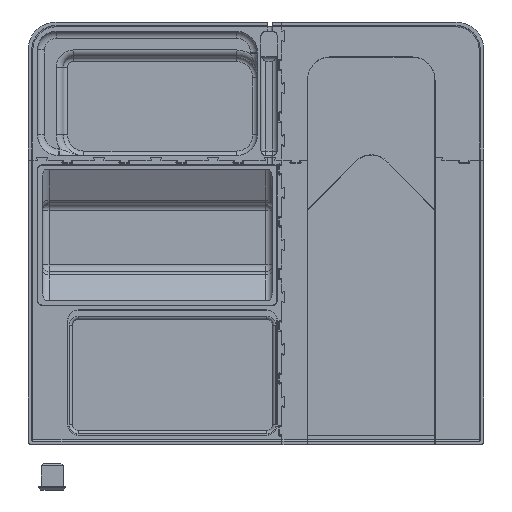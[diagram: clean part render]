
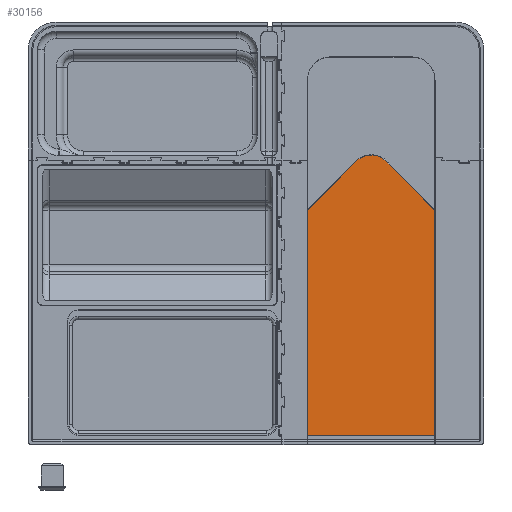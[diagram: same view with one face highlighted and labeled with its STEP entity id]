
A CAD part, top view. The second image highlights one B-rep face of the part: STEP entity #30156.
In plain terms, the highlighted planar face has unit normal (0, 0, 1).
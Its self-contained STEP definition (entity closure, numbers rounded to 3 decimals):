
#819=PLANE('',#31989);
#1910=FACE_OUTER_BOUND('',#3505,.T.);
#3505=EDGE_LOOP('',(#21721,#21722,#21723,#21724,#21725,#21726));
#5365=CIRCLE('',#31981,18.636);
#6376=LINE('',#44037,#9722);
#6380=LINE('',#44062,#9726);
#6390=LINE('',#44082,#9736);
#6395=LINE('',#44092,#9741);
#6396=LINE('',#44093,#9742);
#9722=VECTOR('',#35381,10.);
#9726=VECTOR('',#35393,10.);
#9736=VECTOR('',#35411,10.);
#9741=VECTOR('',#35418,10.);
#9742=VECTOR('',#35419,10.);
#13035=VERTEX_POINT('',#44033);
#13036=VERTEX_POINT('',#44035);
#13037=VERTEX_POINT('',#44044);
#13040=VERTEX_POINT('',#44059);
#13047=VERTEX_POINT('',#44081);
#13051=VERTEX_POINT('',#44091);
#16309=EDGE_CURVE('',#13035,#13036,#6376,.T.);
#16311=EDGE_CURVE('',#13036,#13037,#5365,.T.);
#16316=EDGE_CURVE('',#13037,#13040,#6380,.T.);
#16326=EDGE_CURVE('',#13035,#13047,#6390,.T.);
#16331=EDGE_CURVE('',#13051,#13040,#6395,.T.);
#16332=EDGE_CURVE('',#13051,#13047,#6396,.T.);
#21721=ORIENTED_EDGE('',*,*,#16309,.T.);
#21722=ORIENTED_EDGE('',*,*,#16311,.T.);
#21723=ORIENTED_EDGE('',*,*,#16316,.T.);
#21724=ORIENTED_EDGE('',*,*,#16331,.F.);
#21725=ORIENTED_EDGE('',*,*,#16332,.T.);
#21726=ORIENTED_EDGE('',*,*,#16326,.F.);
#30156=ADVANCED_FACE('',(#1910),#819,.T.);
#31981=AXIS2_PLACEMENT_3D('',#44047,#35383,#35384);
#31989=AXIS2_PLACEMENT_3D('',#44090,#35416,#35417);
#35381=DIRECTION('',(-0.707,0.707,0.));
#35383=DIRECTION('center_axis',(0.,0.,1.));
#35384=DIRECTION('ref_axis',(-0.569,0.822,0.));
#35393=DIRECTION('',(-0.707,-0.707,0.));
#35411=DIRECTION('',(0.,-1.,0.));
#35416=DIRECTION('center_axis',(0.,0.,1.));
#35417=DIRECTION('ref_axis',(1.,0.,0.));
#35418=DIRECTION('',(0.,1.,0.));
#35419=DIRECTION('',(1.,0.,0.));
#44033=CARTESIAN_POINT('',(154.083,197.884,61.));
#44035=CARTESIAN_POINT('',(114.574,237.393,61.));
#44037=CARTESIAN_POINT('',(128.841,223.126,61.));
#44044=CARTESIAN_POINT('',(88.643,242.111,61.));
#44047=CARTESIAN_POINT('Origin',(99.25,226.787,61.));
#44059=CARTESIAN_POINT('',(44.417,197.884,61.));
#44062=CARTESIAN_POINT('',(47.896,201.363,61.));
#44081=CARTESIAN_POINT('',(154.083,4.,61.));
#44082=CARTESIAN_POINT('',(154.083,122.75,61.));
#44090=CARTESIAN_POINT('Origin',(99.25,165.,61.));
#44091=CARTESIAN_POINT('',(44.417,4.,61.));
#44092=CARTESIAN_POINT('',(44.417,201.25,61.));
#44093=CARTESIAN_POINT('',(126.75,4.,61.));
